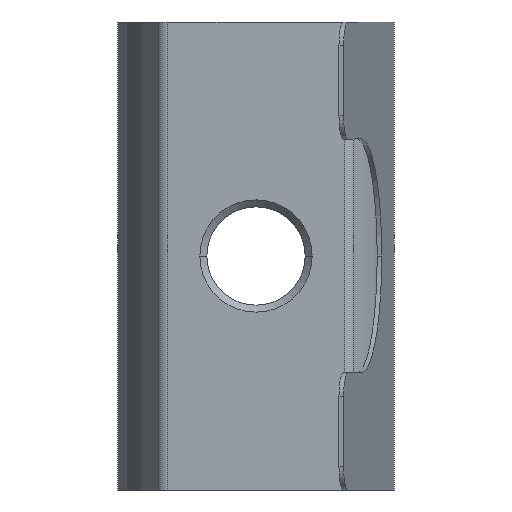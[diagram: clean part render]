
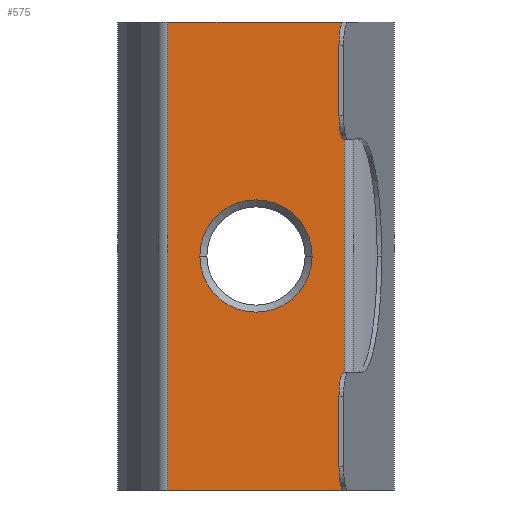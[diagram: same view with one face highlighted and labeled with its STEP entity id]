
A CAD part, front view. The second image highlights one B-rep face of the part: STEP entity #575.
In plain terms, the highlighted planar face has unit normal (0, -1, 0).
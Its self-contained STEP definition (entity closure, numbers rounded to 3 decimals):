
#11 = DIRECTION ( 'NONE',  ( 0., 1., 0. ) ) ;
#28 = ORIENTED_EDGE ( 'NONE', *, *, #496, .F. ) ;
#32 = CARTESIAN_POINT ( 'NONE',  ( -3.761, -2.7, 10. ) ) ;
#45 = DIRECTION ( 'NONE',  ( 0., 1., 0. ) ) ;
#182 = VERTEX_POINT ( 'NONE', #766 ) ;
#200 = CARTESIAN_POINT ( 'NONE',  ( 4., -2.7, 10. ) ) ;
#240 = VERTEX_POINT ( 'NONE', #859 ) ;
#309 = CIRCLE ( 'NONE', #618, 2.4 ) ;
#311 = CARTESIAN_POINT ( 'NONE',  ( -3.761, -2.7, 10. ) ) ;
#324 = CARTESIAN_POINT ( 'NONE',  ( -2.4, -2.7, 0. ) ) ;
#483 = FACE_BOUND ( 'NONE', #896, .T. ) ;
#485 = CARTESIAN_POINT ( 'NONE',  ( 3.761, -2.7, -10. ) ) ;
#488 = ORIENTED_EDGE ( 'NONE', *, *, #1241, .T. ) ;
#490 = ORIENTED_EDGE ( 'NONE', *, *, #991, .T. ) ;
#496 = EDGE_CURVE ( 'NONE', #1034, #528, #1150, .T. ) ;
#513 = VERTEX_POINT ( 'NONE', #324 ) ;
#528 = VERTEX_POINT ( 'NONE', #531 ) ;
#530 = LINE ( 'NONE', #32, #653 ) ;
#531 = CARTESIAN_POINT ( 'NONE',  ( 3.761, -2.7, 10. ) ) ;
#539 = DIRECTION ( 'NONE',  ( 0., 0., 1. ) ) ;
#575 = ADVANCED_FACE ( 'NONE', ( #483, #591 ), #932, .F. ) ;
#588 = EDGE_LOOP ( 'NONE', ( #1126, #490, #28, #758 ) ) ;
#591 = FACE_OUTER_BOUND ( 'NONE', #588, .T. ) ;
#615 = EDGE_CURVE ( 'NONE', #182, #513, #997, .T. ) ;
#618 = AXIS2_PLACEMENT_3D ( 'NONE', #668, #45, #765 ) ;
#641 = DIRECTION ( 'NONE',  ( 0., 1., 0. ) ) ;
#653 = VECTOR ( 'NONE', #748, 1000. ) ;
#668 = CARTESIAN_POINT ( 'NONE',  ( 0., -2.7, 0. ) ) ;
#722 = CARTESIAN_POINT ( 'NONE',  ( 3.761, -2.7, 10. ) ) ;
#748 = DIRECTION ( 'NONE',  ( 0., 0., -1. ) ) ;
#758 = ORIENTED_EDGE ( 'NONE', *, *, #1086, .T. ) ;
#765 = DIRECTION ( 'NONE',  ( 0., 0., 1. ) ) ;
#766 = CARTESIAN_POINT ( 'NONE',  ( 2.4, -2.7, 0. ) ) ;
#812 = LINE ( 'NONE', #722, #834 ) ;
#824 = AXIS2_PLACEMENT_3D ( 'NONE', #825, #641, #539 ) ;
#825 = CARTESIAN_POINT ( 'NONE',  ( 0., -2.7, 0. ) ) ;
#834 = VECTOR ( 'NONE', #1122, 1000. ) ;
#836 = DIRECTION ( 'NONE',  ( 1., 0., 0. ) ) ;
#859 = CARTESIAN_POINT ( 'NONE',  ( -3.761, -2.7, -10. ) ) ;
#866 = VERTEX_POINT ( 'NONE', #485 ) ;
#892 = VECTOR ( 'NONE', #1175, 1000. ) ;
#896 = EDGE_LOOP ( 'NONE', ( #1129, #488 ) ) ;
#897 = AXIS2_PLACEMENT_3D ( 'NONE', #200, #11, #1219 ) ;
#932 = PLANE ( 'NONE',  #897 ) ;
#972 = CARTESIAN_POINT ( 'NONE',  ( 4., -2.7, 10. ) ) ;
#991 = EDGE_CURVE ( 'NONE', #866, #528, #812, .T. ) ;
#997 = CIRCLE ( 'NONE', #824, 2.4 ) ;
#1034 = VERTEX_POINT ( 'NONE', #311 ) ;
#1047 = EDGE_CURVE ( 'NONE', #240, #866, #1145, .T. ) ;
#1086 = EDGE_CURVE ( 'NONE', #1034, #240, #530, .T. ) ;
#1122 = DIRECTION ( 'NONE',  ( 0., 0., 1. ) ) ;
#1126 = ORIENTED_EDGE ( 'NONE', *, *, #1047, .T. ) ;
#1129 = ORIENTED_EDGE ( 'NONE', *, *, #615, .T. ) ;
#1145 = LINE ( 'NONE', #1298, #1289 ) ;
#1150 = LINE ( 'NONE', #972, #892 ) ;
#1175 = DIRECTION ( 'NONE',  ( 1., 0., 0. ) ) ;
#1219 = DIRECTION ( 'NONE',  ( 0., 0., 1. ) ) ;
#1241 = EDGE_CURVE ( 'NONE', #513, #182, #309, .T. ) ;
#1289 = VECTOR ( 'NONE', #836, 1000. ) ;
#1298 = CARTESIAN_POINT ( 'NONE',  ( 4., -2.7, -10. ) ) ;
